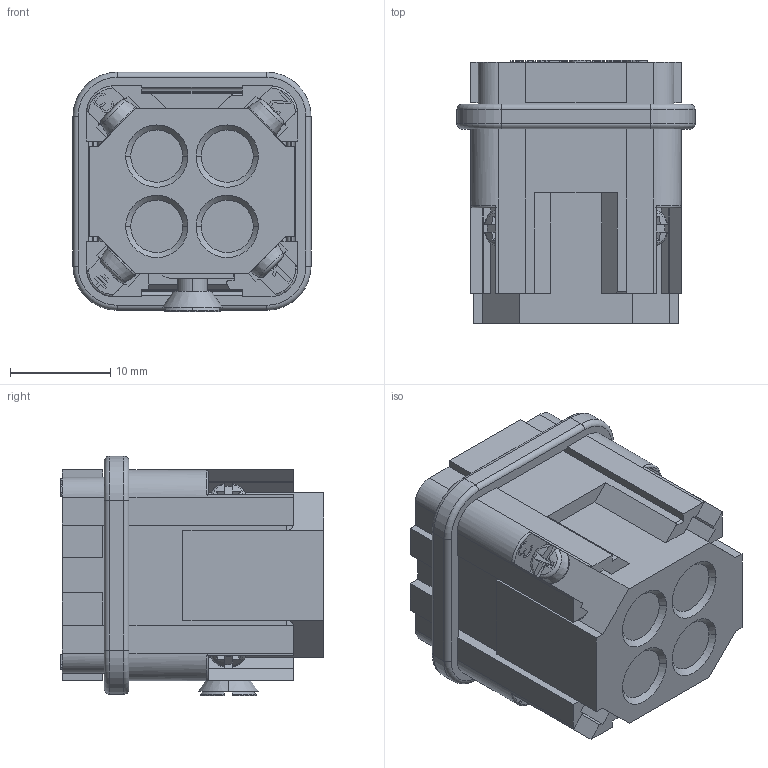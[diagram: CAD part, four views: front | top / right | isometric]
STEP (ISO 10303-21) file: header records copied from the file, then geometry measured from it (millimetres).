
FILE_DESCRIPTION(/* description */ (''),/* implementation_level */ '2;1');
FILE_NAME(/* name */ 'C146_10A003_002_4.stp',/* time_stamp */ '2016-04-13T08:34:55+02:00',/* author */ (''),/* organization */ (''),/* preprocessor_version */ 'ST-DEVELOPER v15',/* originating_system */ 'SIEMENS PLM Software NX 9.0',/* authorisation */ '');
FILE_SCHEMA (('CONFIG_CONTROL_DESIGN'));
Length unit declared in the file: millimetre
Products named in the file (1): c146 10a003 002 4nxm001-04
Bounding box: 23.7 x 26.2 x 23.85 mm (x, y, z)
Volume: 7591.1 mm3; surface area: 5027.2 mm2
Topology: 1 solids, 1 shells, 1183 faces, 3310 edges, 2176 vertices
Faces by surface type: plane 999, cylinder 100, torus 46, cone 22, bspline 8, sphere 8
Entity records: 38383 total; most frequent: CARTESIAN_POINT 7882, ORIENTED_EDGE 6604, DIRECTION 5845, EDGE_CURVE 3302, LINE 2839, VECTOR 2839, VERTEX_POINT 2176, AXIS2_PLACEMENT_3D 1503
